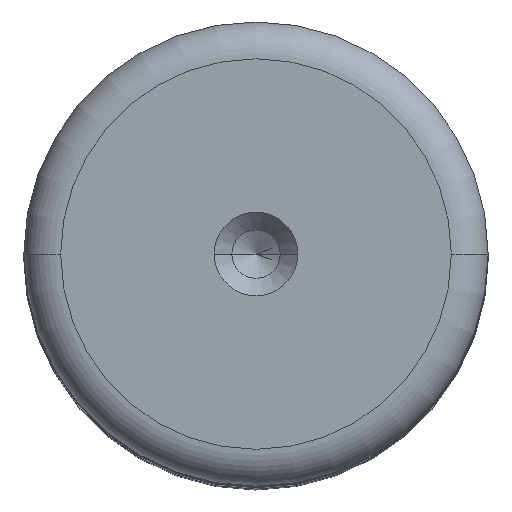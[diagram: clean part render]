
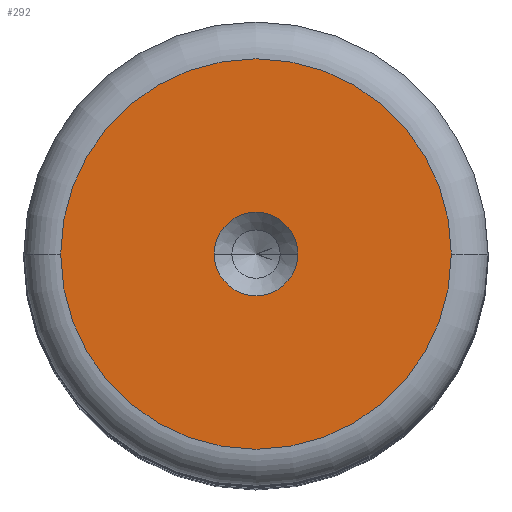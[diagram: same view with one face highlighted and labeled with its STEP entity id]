
A CAD part, top view. The second image highlights one B-rep face of the part: STEP entity #292.
In plain terms, the highlighted planar face has unit normal (0, 0, 1).
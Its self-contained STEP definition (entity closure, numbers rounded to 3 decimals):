
#16 = FACE_BOUND ( 'NONE', #2203, .T. ) ;
#35 = AXIS2_PLACEMENT_3D ( 'NONE', #1312, #339, #327 ) ;
#135 = DIRECTION ( 'NONE',  ( 0., 0., 1. ) ) ;
#140 = CARTESIAN_POINT ( 'NONE',  ( 10.513, 0., 110. ) ) ;
#259 = CIRCLE ( 'NONE', #2454, 10.513 ) ;
#287 = ORIENTED_EDGE ( 'NONE', *, *, #1757, .T. ) ;
#292 = ADVANCED_FACE ( 'NONE', ( #16, #1518 ), #1479, .T. ) ;
#327 = DIRECTION ( 'NONE',  ( 1., 0., 0. ) ) ;
#339 = DIRECTION ( 'NONE',  ( 0., 0., 1. ) ) ;
#443 = VERTEX_POINT ( 'NONE', #727 ) ;
#455 = AXIS2_PLACEMENT_3D ( 'NONE', #721, #2107, #917 ) ;
#536 = AXIS2_PLACEMENT_3D ( 'NONE', #1288, #135, #1476 ) ;
#721 = CARTESIAN_POINT ( 'NONE',  ( 0., 0., 110. ) ) ;
#727 = CARTESIAN_POINT ( 'NONE',  ( -10.513, 0., 110. ) ) ;
#767 = CARTESIAN_POINT ( 'NONE',  ( 0., 0., 110. ) ) ;
#821 = ORIENTED_EDGE ( 'NONE', *, *, #1126, .F. ) ;
#835 = DIRECTION ( 'NONE',  ( 0., 0., 1. ) ) ;
#896 = EDGE_CURVE ( 'NONE', #443, #1944, #2000, .T. ) ;
#917 = DIRECTION ( 'NONE',  ( 1., 0., 0. ) ) ;
#965 = DIRECTION ( 'NONE',  ( 1., 0., 0. ) ) ;
#1003 = CIRCLE ( 'NONE', #536, 2.25 ) ;
#1017 = EDGE_LOOP ( 'NONE', ( #287, #1272 ) ) ;
#1126 = EDGE_CURVE ( 'NONE', #1141, #2200, #1003, .T. ) ;
#1141 = VERTEX_POINT ( 'NONE', #2270 ) ;
#1272 = ORIENTED_EDGE ( 'NONE', *, *, #896, .T. ) ;
#1288 = CARTESIAN_POINT ( 'NONE',  ( 0., 0., 110. ) ) ;
#1312 = CARTESIAN_POINT ( 'NONE',  ( 0., 0., 110. ) ) ;
#1476 = DIRECTION ( 'NONE',  ( 1., 0., 0. ) ) ;
#1479 = PLANE ( 'NONE',  #35 ) ;
#1518 = FACE_OUTER_BOUND ( 'NONE', #1017, .T. ) ;
#1756 = AXIS2_PLACEMENT_3D ( 'NONE', #767, #2156, #965 ) ;
#1757 = EDGE_CURVE ( 'NONE', #1944, #443, #259, .T. ) ;
#1910 = CARTESIAN_POINT ( 'NONE',  ( 2.25, 0., 110. ) ) ;
#1944 = VERTEX_POINT ( 'NONE', #140 ) ;
#2000 = CIRCLE ( 'NONE', #1756, 10.513 ) ;
#2017 = CARTESIAN_POINT ( 'NONE',  ( 0., 0., 110. ) ) ;
#2057 = CIRCLE ( 'NONE', #455, 2.25 ) ;
#2107 = DIRECTION ( 'NONE',  ( 0., 0., 1. ) ) ;
#2146 = EDGE_CURVE ( 'NONE', #2200, #1141, #2057, .T. ) ;
#2156 = DIRECTION ( 'NONE',  ( 0., 0., 1. ) ) ;
#2200 = VERTEX_POINT ( 'NONE', #1910 ) ;
#2203 = EDGE_LOOP ( 'NONE', ( #2231, #821 ) ) ;
#2224 = DIRECTION ( 'NONE',  ( 1., 0., 0. ) ) ;
#2231 = ORIENTED_EDGE ( 'NONE', *, *, #2146, .F. ) ;
#2270 = CARTESIAN_POINT ( 'NONE',  ( -2.25, 0., 110. ) ) ;
#2454 = AXIS2_PLACEMENT_3D ( 'NONE', #2017, #835, #2224 ) ;
